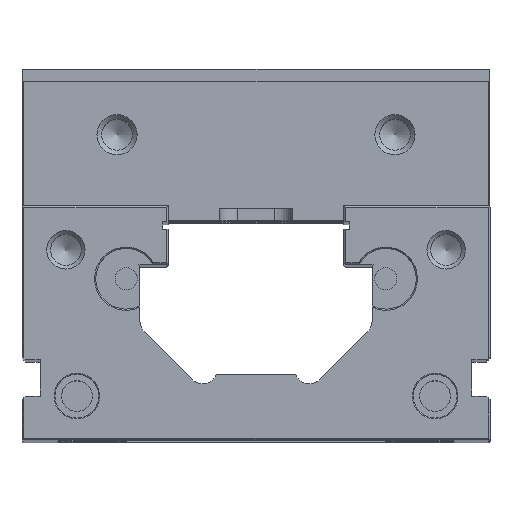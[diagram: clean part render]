
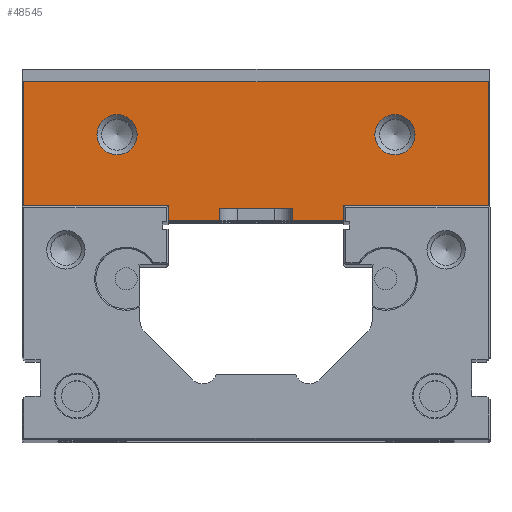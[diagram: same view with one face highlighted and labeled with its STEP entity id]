
A CAD part, top view. The second image highlights one B-rep face of the part: STEP entity #48545.
In plain terms, the highlighted face is planar.
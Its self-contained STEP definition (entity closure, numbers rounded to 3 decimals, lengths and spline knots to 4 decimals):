
#2378=FACE_BOUND('',#9585,.T.);
#2379=FACE_BOUND('',#9586,.T.);
#3906=PLANE('',#51478);
#6770=FACE_OUTER_BOUND('',#9584,.T.);
#9584=EDGE_LOOP('',(#45804,#45805,#45806,#45807,#45808,#45809,#45810,#45811,
#45812,#45813,#45814,#45815,#45816,#45817,#45818,#45819));
#9585=EDGE_LOOP('',(#45820,#45821));
#9586=EDGE_LOOP('',(#45822,#45823));
#14321=LINE('',#82535,#19260);
#14328=LINE('',#82553,#19267);
#14330=LINE('',#82556,#19269);
#14335=LINE('',#82567,#19274);
#14340=LINE('',#82575,#19279);
#14498=LINE('',#84421,#19437);
#14502=LINE('',#84429,#19441);
#14505=LINE('',#84436,#19444);
#14509=LINE('',#84444,#19448);
#14514=LINE('',#84453,#19453);
#14521=LINE('',#84465,#19460);
#14522=LINE('',#84468,#19461);
#14524=LINE('',#84471,#19463);
#14525=LINE('',#84474,#19464);
#14527=LINE('',#84478,#19466);
#14528=LINE('',#84479,#19467);
#19260=VECTOR('',#61490,0.3937);
#19267=VECTOR('',#61507,0.3937);
#19269=VECTOR('',#61511,0.3937);
#19274=VECTOR('',#61522,0.3937);
#19279=VECTOR('',#61527,0.3937);
#19437=VECTOR('',#61899,0.3937);
#19441=VECTOR('',#61905,0.3937);
#19444=VECTOR('',#61910,0.3937);
#19448=VECTOR('',#61916,0.3937);
#19453=VECTOR('',#61923,0.3937);
#19460=VECTOR('',#61934,0.3937);
#19461=VECTOR('',#61937,0.3937);
#19463=VECTOR('',#61941,0.3937);
#19464=VECTOR('',#61944,0.3937);
#19466=VECTOR('',#61948,0.3937);
#19467=VECTOR('',#61949,0.3937);
#20188=CIRCLE('',#51309,0.3435);
#20189=CIRCLE('',#51310,0.3435);
#20194=CIRCLE('',#51318,0.3435);
#20195=CIRCLE('',#51319,0.3435);
#24579=VERTEX_POINT('',#82427);
#24580=VERTEX_POINT('',#82428);
#24586=VERTEX_POINT('',#82446);
#24587=VERTEX_POINT('',#82447);
#24618=VERTEX_POINT('',#82532);
#24619=VERTEX_POINT('',#82534);
#24624=VERTEX_POINT('',#82550);
#24625=VERTEX_POINT('',#82552);
#24628=VERTEX_POINT('',#82566);
#24631=VERTEX_POINT('',#82573);
#24871=VERTEX_POINT('',#84419);
#24872=VERTEX_POINT('',#84420);
#24875=VERTEX_POINT('',#84428);
#24877=VERTEX_POINT('',#84434);
#24878=VERTEX_POINT('',#84435);
#24881=VERTEX_POINT('',#84443);
#24884=VERTEX_POINT('',#84451);
#24888=VERTEX_POINT('',#84467);
#24889=VERTEX_POINT('',#84473);
#24890=VERTEX_POINT('',#84477);
#31406=EDGE_CURVE('',#24579,#24580,#20188,.T.);
#31407=EDGE_CURVE('',#24580,#24579,#20189,.T.);
#31415=EDGE_CURVE('',#24586,#24587,#20194,.T.);
#31416=EDGE_CURVE('',#24587,#24586,#20195,.T.);
#31457=EDGE_CURVE('',#24619,#24618,#14321,.T.);
#31466=EDGE_CURVE('',#24625,#24624,#14328,.T.);
#31468=EDGE_CURVE('',#24624,#24619,#14330,.T.);
#31473=EDGE_CURVE('',#24628,#24625,#14335,.T.);
#31478=EDGE_CURVE('',#24618,#24631,#14340,.T.);
#31842=EDGE_CURVE('',#24871,#24872,#14498,.T.);
#31846=EDGE_CURVE('',#24875,#24871,#14502,.T.);
#31849=EDGE_CURVE('',#24877,#24878,#14505,.T.);
#31853=EDGE_CURVE('',#24881,#24877,#14509,.T.);
#31858=EDGE_CURVE('',#24872,#24884,#14514,.T.);
#31865=EDGE_CURVE('',#24631,#24875,#14521,.T.);
#31866=EDGE_CURVE('',#24888,#24881,#14522,.T.);
#31868=EDGE_CURVE('',#24878,#24628,#14524,.T.);
#31869=EDGE_CURVE('',#24889,#24888,#14525,.T.);
#31871=EDGE_CURVE('',#24884,#24890,#14527,.T.);
#31872=EDGE_CURVE('',#24890,#24889,#14528,.T.);
#45804=ORIENTED_EDGE('',*,*,#31457,.T.);
#45805=ORIENTED_EDGE('',*,*,#31478,.T.);
#45806=ORIENTED_EDGE('',*,*,#31865,.T.);
#45807=ORIENTED_EDGE('',*,*,#31846,.T.);
#45808=ORIENTED_EDGE('',*,*,#31842,.T.);
#45809=ORIENTED_EDGE('',*,*,#31858,.T.);
#45810=ORIENTED_EDGE('',*,*,#31871,.T.);
#45811=ORIENTED_EDGE('',*,*,#31872,.T.);
#45812=ORIENTED_EDGE('',*,*,#31869,.T.);
#45813=ORIENTED_EDGE('',*,*,#31866,.T.);
#45814=ORIENTED_EDGE('',*,*,#31853,.T.);
#45815=ORIENTED_EDGE('',*,*,#31849,.T.);
#45816=ORIENTED_EDGE('',*,*,#31868,.T.);
#45817=ORIENTED_EDGE('',*,*,#31473,.T.);
#45818=ORIENTED_EDGE('',*,*,#31466,.T.);
#45819=ORIENTED_EDGE('',*,*,#31468,.T.);
#45820=ORIENTED_EDGE('',*,*,#31406,.T.);
#45821=ORIENTED_EDGE('',*,*,#31407,.T.);
#45822=ORIENTED_EDGE('',*,*,#31415,.T.);
#45823=ORIENTED_EDGE('',*,*,#31416,.T.);
#48545=ADVANCED_FACE('',(#6770,#2378,#2379),#3906,.T.);
#51309=AXIS2_PLACEMENT_3D('',#82429,#61379,#61380);
#51310=AXIS2_PLACEMENT_3D('',#82430,#61381,#61382);
#51318=AXIS2_PLACEMENT_3D('',#82448,#61400,#61401);
#51319=AXIS2_PLACEMENT_3D('',#82449,#61402,#61403);
#51478=AXIS2_PLACEMENT_3D('',#84476,#61946,#61947);
#61379=DIRECTION('center_axis',(0.,0.,1.));
#61380=DIRECTION('ref_axis',(1.,0.,0.));
#61381=DIRECTION('center_axis',(0.,0.,1.));
#61382=DIRECTION('ref_axis',(1.,0.,0.));
#61400=DIRECTION('center_axis',(0.,0.,1.));
#61401=DIRECTION('ref_axis',(1.,0.,0.));
#61402=DIRECTION('center_axis',(0.,0.,1.));
#61403=DIRECTION('ref_axis',(1.,0.,0.));
#61490=DIRECTION('',(0.,-1.,0.));
#61507=DIRECTION('',(0.,1.,0.));
#61511=DIRECTION('',(-1.,0.,0.));
#61522=DIRECTION('',(-1.,0.,0.));
#61527=DIRECTION('',(-1.,0.,0.));
#61899=DIRECTION('',(0.,-1.,0.));
#61905=DIRECTION('',(-1.,0.,0.));
#61910=DIRECTION('',(-1.,0.,0.));
#61916=DIRECTION('',(0.,1.,0.));
#61923=DIRECTION('',(-1.,0.,0.));
#61934=DIRECTION('',(0.,1.,0.));
#61937=DIRECTION('',(-1.,0.,0.));
#61941=DIRECTION('',(0.,-1.,0.));
#61944=DIRECTION('',(0.,-1.,0.));
#61946=DIRECTION('center_axis',(0.,0.,-1.));
#61947=DIRECTION('ref_axis',(-1.,0.,0.));
#61948=DIRECTION('',(0.,1.,0.));
#61949=DIRECTION('',(1.,0.,0.));
#82427=CARTESIAN_POINT('',(-2.0315,0.2805,-3.0625));
#82428=CARTESIAN_POINT('',(-2.7185,0.2805,-3.0625));
#82429=CARTESIAN_POINT('Origin',(-2.375,0.2805,-3.0625));
#82430=CARTESIAN_POINT('Origin',(-2.375,0.2805,-3.0625));
#82446=CARTESIAN_POINT('',(2.7185,0.2805,-3.0625));
#82447=CARTESIAN_POINT('',(2.0315,0.2805,-3.0625));
#82448=CARTESIAN_POINT('Origin',(2.375,0.2805,-3.0625));
#82449=CARTESIAN_POINT('Origin',(2.375,0.2805,-3.0625));
#82532=CARTESIAN_POINT('',(-0.625,-1.1875,-3.0625));
#82534=CARTESIAN_POINT('',(-0.625,-0.9775,-3.0625));
#82535=CARTESIAN_POINT('',(-0.625,-0.5938,-3.0625));
#82550=CARTESIAN_POINT('',(0.625,-0.9775,-3.0625));
#82552=CARTESIAN_POINT('',(0.625,-1.1875,-3.0625));
#82553=CARTESIAN_POINT('',(0.625,-0.5938,-3.0625));
#82556=CARTESIAN_POINT('',(0.,-0.9775,-3.0625));
#82566=CARTESIAN_POINT('',(1.499,-1.1875,-3.0625));
#82567=CARTESIAN_POINT('',(3.97,-1.1875,-3.0625));
#82573=CARTESIAN_POINT('',(-1.499,-1.1875,-3.0625));
#82575=CARTESIAN_POINT('',(3.97,-1.1875,-3.0625));
#84419=CARTESIAN_POINT('',(-1.749,-0.9275,-3.0625));
#84420=CARTESIAN_POINT('',(-1.749,-0.9375,-3.0625));
#84421=CARTESIAN_POINT('',(-1.749,-0.4637,-3.0625));
#84428=CARTESIAN_POINT('',(-1.499,-0.9275,-3.0625));
#84429=CARTESIAN_POINT('',(-0.7495,-0.9275,-3.0625));
#84434=CARTESIAN_POINT('',(1.749,-0.9275,-3.0625));
#84435=CARTESIAN_POINT('',(1.499,-0.9275,-3.0625));
#84436=CARTESIAN_POINT('',(0.8745,-0.9275,-3.0625));
#84443=CARTESIAN_POINT('',(1.749,-0.9375,-3.0625));
#84444=CARTESIAN_POINT('',(1.749,-0.4688,-3.0625));
#84451=CARTESIAN_POINT('',(-3.97,-0.9375,-3.0625));
#84453=CARTESIAN_POINT('',(-0.7495,-0.9375,-3.0625));
#84465=CARTESIAN_POINT('',(-1.499,-0.4688,-3.0625));
#84467=CARTESIAN_POINT('',(3.97,-0.9375,-3.0625));
#84468=CARTESIAN_POINT('',(1.985,-0.9375,-3.0625));
#84471=CARTESIAN_POINT('',(1.499,-0.4688,-3.0625));
#84473=CARTESIAN_POINT('',(3.97,1.1875,-3.0625));
#84474=CARTESIAN_POINT('',(3.97,1.1875,-3.0625));
#84476=CARTESIAN_POINT('Origin',(0.,0.,
-3.0625));
#84477=CARTESIAN_POINT('',(-3.97,1.1875,-3.0625));
#84478=CARTESIAN_POINT('',(-3.97,-1.1875,-3.0625));
#84479=CARTESIAN_POINT('',(-3.97,1.1875,-3.0625));
